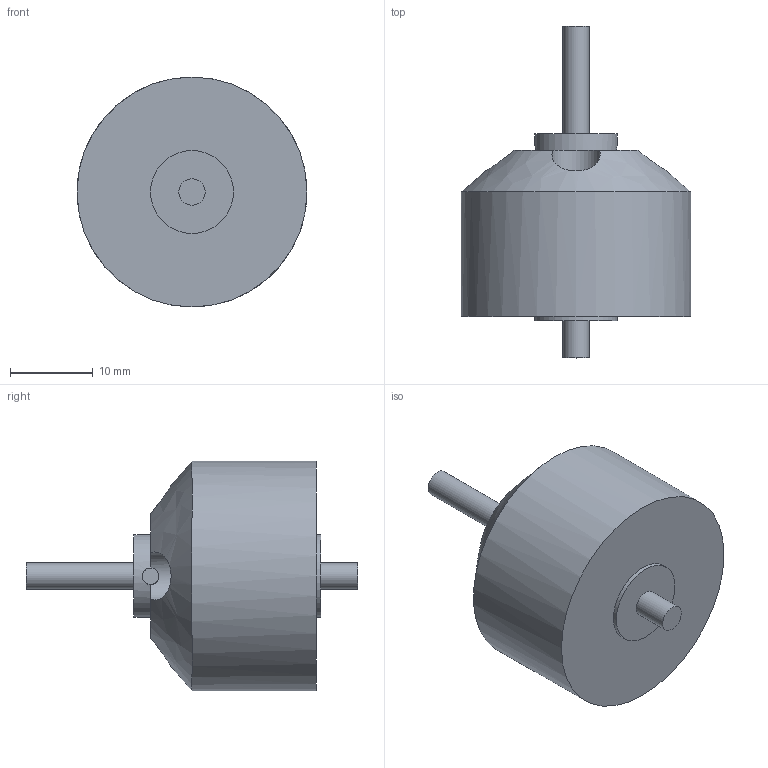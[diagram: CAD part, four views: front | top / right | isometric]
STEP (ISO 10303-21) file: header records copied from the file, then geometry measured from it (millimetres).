
FILE_DESCRIPTION(('HOOPS Exchange Step'),'2;1');
FILE_NAME('a24a778756f4000fdff335b30bab5c4d20210830-1-1a0pp3t.SLDPRT.step','2021-08-30T17:23:01+00:00',('root'),('Unknown organisation'),'HOOPS Exchange 2021.0','HOOPS Exchange','Unknown authorisation');
FILE_SCHEMA( ('AUTOMOTIVE_DESIGN { 1 0 10303 214 1 1 1 1 }') );
Length unit declared in the file: millimetre
Products named in the file (2): Default; a24a778756f4000fdff335b30bab5c4d20210830-1-1a0pp3t
Assembly tree (1 placements, depth 2):
  a24a778756f4000fdff335b30bab5c4d20210830-1-1a0pp3t
    Default
Bounding box: 27.7 x 40 x 27.7 mm (x, y, z)
Volume: 3540.7 mm3; surface area: 5171.1 mm2
Topology: 1 solids, 1 shells, 24 faces, 72 edges, 51 vertices
Faces by surface type: cylinder 12, plane 11, bspline 1
Full cylindrical faces by diameter (mm): 2 x2, 3.17 x2, 5.8 x4, 10 x2, 25.7 x1, 27.7 x1
Entity records: 2109 total; most frequent: CARTESIAN_POINT 1361, DIRECTION 148, ORIENTED_EDGE 144, EDGE_CURVE 72, AXIS2_PLACEMENT_3D 66, VERTEX_POINT 51, CIRCLE 40, EDGE_LOOP 31
